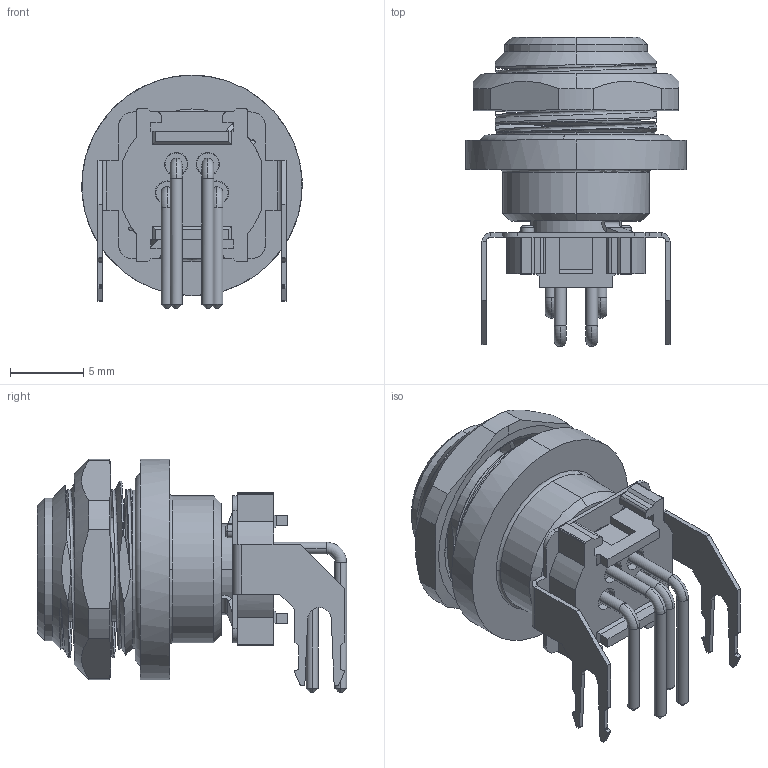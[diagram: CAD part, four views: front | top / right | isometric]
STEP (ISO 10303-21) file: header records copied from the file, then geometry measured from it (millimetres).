
FILE_DESCRIPTION(('CATIA V5 STEP Exchange','CAx-IF Rec.Pracs.--- Model Styling and Organization---1.4--- 2014-01-23'),'2;1');
FILE_NAME ('030372-2_0_2424390000_2424390000.stp','2021-02-17T12:59:40+00:00',('none'),('Weidmueller'),'CATIA Version 5-6 Release 2016 SP3 HF44','CATIA V5 STEP AP214','none');
FILE_SCHEMA(('AUTOMOTIVE_DESIGN { 1 0 10303 214 1 1 1 1 }'));
Length unit declared in the file: millimetre
Products named in the file (1): 2424390000
Bounding box: 15 x 21.05 x 15.9 mm (x, y, z)
Volume: 1566.9 mm3; surface area: 2467.9 mm2
Topology: 20 solids, 24 shells, 587 faces, 1549 edges, 1020 vertices
Faces by surface type: cylinder 253, plane 245, cone 48, torus 38, bspline 3
Entity records: 20510 total; most frequent: CARTESIAN_POINT 6636, ORIENTED_EDGE 3094, DIRECTION 2351, EDGE_CURVE 1547, AXIS2_PLACEMENT_3D 1050, VERTEX_POINT 1019, VECTOR 754, LINE 754
